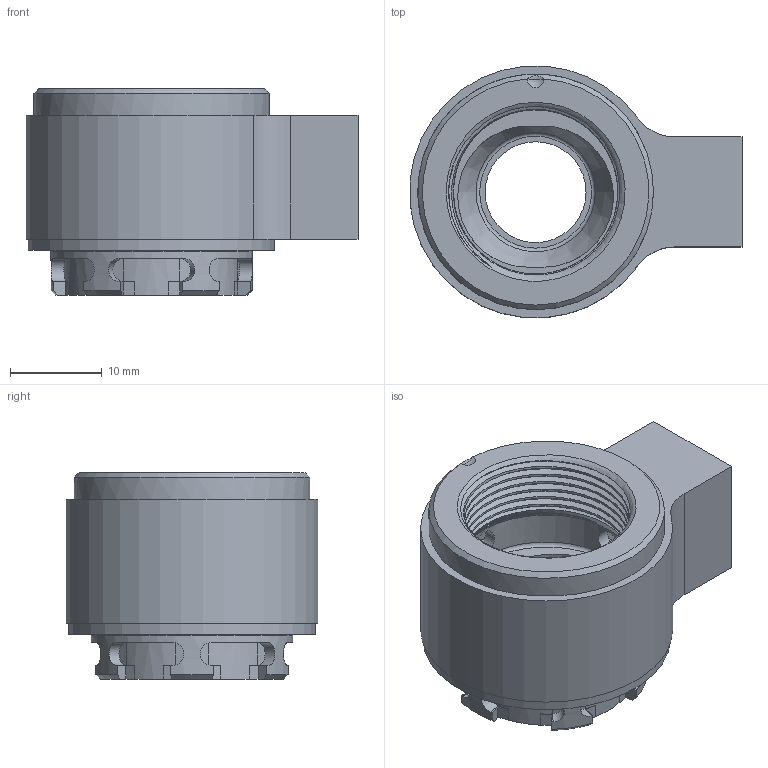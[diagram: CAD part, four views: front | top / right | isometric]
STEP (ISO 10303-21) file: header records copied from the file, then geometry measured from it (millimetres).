
FILE_DESCRIPTION(/* description */ (''),/* implementation_level */ '2;1');
FILE_NAME(/* name */ '371659000.stp',/* time_stamp */ '2022-09-22T16:51:40',/* author */ ('Ratnasingam Jekanthan'),/* organization */ ('REGO-FIX'),/* preprocessor_version */ ' Unknown',/* originating_system */ 'SIEMENS PLM Software Solid Edge ST10',/* authorization */ 'Unknown');
FILE_SCHEMA (('AUTOMOTIVE_DESIGN { 1 0 10303 214 2 1 1}'));
Length unit declared in the file: millimetre
Products named in the file (1): 0013494
Bounding box: 36.2 x 27.42 x 22.5 mm (x, y, z)
Volume: 7191.5 mm3; surface area: 7752.2 mm2
Topology: 1 solids, 5 shells, 175 faces, 437 edges, 276 vertices
Faces by surface type: plane 81, cylinder 62, cone 14, torus 13, bspline 3, sphere 2
Full cylindrical faces by diameter (mm): 1.5 x2, 3 x4, 3.5 x1, 8.566 x2, 11 x1, 13 x2, 15.5 x2, 19.3 x1, 21 x1, 21.8 x2, 22 x2, 24.7 x5, 25.7 x1
Entity records: 7589 total; most frequent: CARTESIAN_POINT 2463, DIRECTION 826, ORIENTED_EDGE 730, EDGE_CURVE 365, AXIS2_PLACEMENT_3D 335, VERTEX_POINT 254, EDGE_LOOP 247, FACE_BOUND 247
